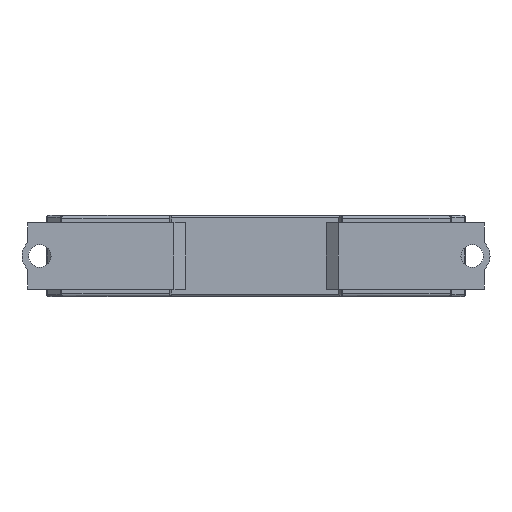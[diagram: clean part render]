
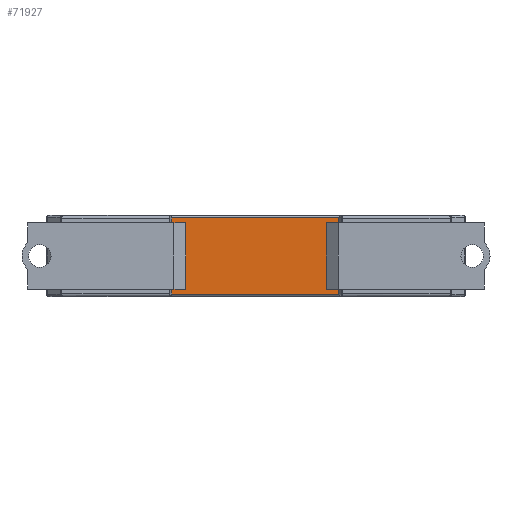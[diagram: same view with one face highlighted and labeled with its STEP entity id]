
A CAD part, front view. The second image highlights one B-rep face of the part: STEP entity #71927.
In plain terms, the highlighted planar face has unit normal (0, -1, 0).
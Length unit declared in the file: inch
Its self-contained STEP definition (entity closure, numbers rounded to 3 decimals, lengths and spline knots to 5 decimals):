
#2401 = ORIENTED_EDGE ( 'NONE', *, *, #80053, .T. ) ;
#3178 = ORIENTED_EDGE ( 'NONE', *, *, #23978, .T. ) ;
#3572 = CARTESIAN_POINT ( 'NONE',  ( 0.70069, -1.14326, 0.67242 ) ) ;
#3753 = VERTEX_POINT ( 'NONE', #64959 ) ;
#4936 = EDGE_CURVE ( 'NONE', #14345, #73165, #46870, .T. ) ;
#6770 = CARTESIAN_POINT ( 'NONE',  ( -0.7125, -1.14326, 0.67234 ) ) ;
#7617 = VECTOR ( 'NONE', #79146, 39.37008 ) ;
#7967 = CARTESIAN_POINT ( 'NONE',  ( 0.70069, -1.14326, 0.7 ) ) ;
#9649 = CARTESIAN_POINT ( 'NONE',  ( 0.70069, -1.14326, 0.67251 ) ) ;
#11823 = CARTESIAN_POINT ( 'NONE',  ( -0.7125, -1.14326, 0.67251 ) ) ;
#12929 = DIRECTION ( 'NONE',  ( 0., -1., 0. ) ) ;
#13476 = CARTESIAN_POINT ( 'NONE',  ( 0.70069, -1.14326, 0.67225 ) ) ;
#13714 = CARTESIAN_POINT ( 'NONE',  ( 0.70069, -1.14326, 0.02766 ) ) ;
#14345 = VERTEX_POINT ( 'NONE', #13476 ) ;
#14857 = EDGE_CURVE ( 'NONE', #22658, #71394, #19245, .T. ) ;
#18147 = CARTESIAN_POINT ( 'NONE',  ( -0.7125, -1.14326, 0.02775 ) ) ;
#19245 = LINE ( 'NONE', #39053, #51633 ) ;
#22142 = ORIENTED_EDGE ( 'NONE', *, *, #34585, .F. ) ;
#22658 = VERTEX_POINT ( 'NONE', #39980 ) ;
#23978 = EDGE_CURVE ( 'NONE', #46811, #77426, #44511, .T. ) ;
#24956 = LINE ( 'NONE', #53102, #7617 ) ;
#27129 = ORIENTED_EDGE ( 'NONE', *, *, #56832, .T. ) ;
#27666 = B_SPLINE_CURVE_WITH_KNOTS ( 'NONE', 3,
 ( #32649, #64795, #6770, #52094 ),
 .UNSPECIFIED., .F., .F.,
 ( 4, 4 ),
 ( 0., 0.00001 ),
 .UNSPECIFIED. ) ;
#28244 = ORIENTED_EDGE ( 'NONE', *, *, #72448, .T. ) ;
#30056 = CARTESIAN_POINT ( 'NONE',  ( 0.70069, -1.14326, 0.67251 ) ) ;
#30311 = CARTESIAN_POINT ( 'NONE',  ( -0.7125, -1.14326, 0.02749 ) ) ;
#31340 = FACE_OUTER_BOUND ( 'NONE', #55596, .T. ) ;
#31474 = B_SPLINE_CURVE_WITH_KNOTS ( 'NONE', 3,
 ( #39548, #45987, #13714, #58948 ),
 .UNSPECIFIED., .F., .F.,
 ( 4, 4 ),
 ( 0., 0.00001 ),
 .UNSPECIFIED. ) ;
#32649 = CARTESIAN_POINT ( 'NONE',  ( -0.7125, -1.14326, 0.67251 ) ) ;
#34585 = EDGE_CURVE ( 'NONE', #14345, #3753, #42443, .T. ) ;
#39053 = CARTESIAN_POINT ( 'NONE',  ( 0., -1.14326, 0.02749 ) ) ;
#39548 = CARTESIAN_POINT ( 'NONE',  ( 0.70069, -1.14326, 0.02749 ) ) ;
#39980 = CARTESIAN_POINT ( 'NONE',  ( -0.7125, -1.14326, 0.02749 ) ) ;
#40446 = VECTOR ( 'NONE', #59767, 39.37008 ) ;
#42443 = LINE ( 'NONE', #7967, #40446 ) ;
#42454 = EDGE_CURVE ( 'NONE', #77426, #22658, #42678, .T. ) ;
#42678 = B_SPLINE_CURVE_WITH_KNOTS ( 'NONE', 3,
 ( #55965, #49516, #68994, #30311 ),
 .UNSPECIFIED., .F., .F.,
 ( 4, 4 ),
 ( 0., 0.00001 ),
 .UNSPECIFIED. ) ;
#43514 = AXIS2_PLACEMENT_3D ( 'NONE', #51694, #12929, #58182 ) ;
#44511 = LINE ( 'NONE', #59388, #59610 ) ;
#45987 = CARTESIAN_POINT ( 'NONE',  ( 0.70069, -1.14326, 0.02758 ) ) ;
#46811 = VERTEX_POINT ( 'NONE', #82367 ) ;
#46870 = B_SPLINE_CURVE_WITH_KNOTS ( 'NONE', 3,
 ( #68739, #62240, #3572, #30056 ),
 .UNSPECIFIED., .F., .F.,
 ( 4, 4 ),
 ( 0., 0.00001 ),
 .UNSPECIFIED. ) ;
#49516 = CARTESIAN_POINT ( 'NONE',  ( -0.7125, -1.14326, 0.02766 ) ) ;
#51633 = VECTOR ( 'NONE', #77450, 39.37008 ) ;
#51694 = CARTESIAN_POINT ( 'NONE',  ( 0., -1.14326, 0.7 ) ) ;
#52094 = CARTESIAN_POINT ( 'NONE',  ( -0.7125, -1.14326, 0.67225 ) ) ;
#53102 = CARTESIAN_POINT ( 'NONE',  ( -0.7125, -1.14326, 0.67251 ) ) ;
#55596 = EDGE_LOOP ( 'NONE', ( #58653, #2401, #27129, #3178, #77478, #60314, #28244, #22142 ) ) ;
#55965 = CARTESIAN_POINT ( 'NONE',  ( -0.7125, -1.14326, 0.02775 ) ) ;
#56832 = EDGE_CURVE ( 'NONE', #64148, #46811, #27666, .T. ) ;
#58182 = DIRECTION ( 'NONE',  ( 1., 0., 0. ) ) ;
#58653 = ORIENTED_EDGE ( 'NONE', *, *, #4936, .T. ) ;
#58948 = CARTESIAN_POINT ( 'NONE',  ( 0.70069, -1.14326, 0.02775 ) ) ;
#59388 = CARTESIAN_POINT ( 'NONE',  ( -0.7125, -1.14326, 0.7 ) ) ;
#59610 = VECTOR ( 'NONE', #65879, 39.37008 ) ;
#59767 = DIRECTION ( 'NONE',  ( 0., 0., -1. ) ) ;
#60314 = ORIENTED_EDGE ( 'NONE', *, *, #14857, .T. ) ;
#62240 = CARTESIAN_POINT ( 'NONE',  ( 0.70069, -1.14326, 0.67234 ) ) ;
#64148 = VERTEX_POINT ( 'NONE', #11823 ) ;
#64795 = CARTESIAN_POINT ( 'NONE',  ( -0.7125, -1.14326, 0.67242 ) ) ;
#64959 = CARTESIAN_POINT ( 'NONE',  ( 0.70069, -1.14326, 0.02775 ) ) ;
#65879 = DIRECTION ( 'NONE',  ( 0., 0., -1. ) ) ;
#68739 = CARTESIAN_POINT ( 'NONE',  ( 0.70069, -1.14326, 0.67225 ) ) ;
#68994 = CARTESIAN_POINT ( 'NONE',  ( -0.7125, -1.14326, 0.02758 ) ) ;
#69904 = CARTESIAN_POINT ( 'NONE',  ( 0.70069, -1.14326, 0.02749 ) ) ;
#71394 = VERTEX_POINT ( 'NONE', #69904 ) ;
#71927 = ADVANCED_FACE ( 'NONE', ( #31340 ), #83408, .T. ) ;
#72448 = EDGE_CURVE ( 'NONE', #71394, #3753, #31474, .T. ) ;
#73165 = VERTEX_POINT ( 'NONE', #9649 ) ;
#77426 = VERTEX_POINT ( 'NONE', #18147 ) ;
#77450 = DIRECTION ( 'NONE',  ( 1., 0., 0. ) ) ;
#77478 = ORIENTED_EDGE ( 'NONE', *, *, #42454, .T. ) ;
#79146 = DIRECTION ( 'NONE',  ( -1., 0., 0. ) ) ;
#80053 = EDGE_CURVE ( 'NONE', #73165, #64148, #24956, .T. ) ;
#82367 = CARTESIAN_POINT ( 'NONE',  ( -0.7125, -1.14326, 0.67225 ) ) ;
#83408 = PLANE ( 'NONE',  #43514 ) ;
